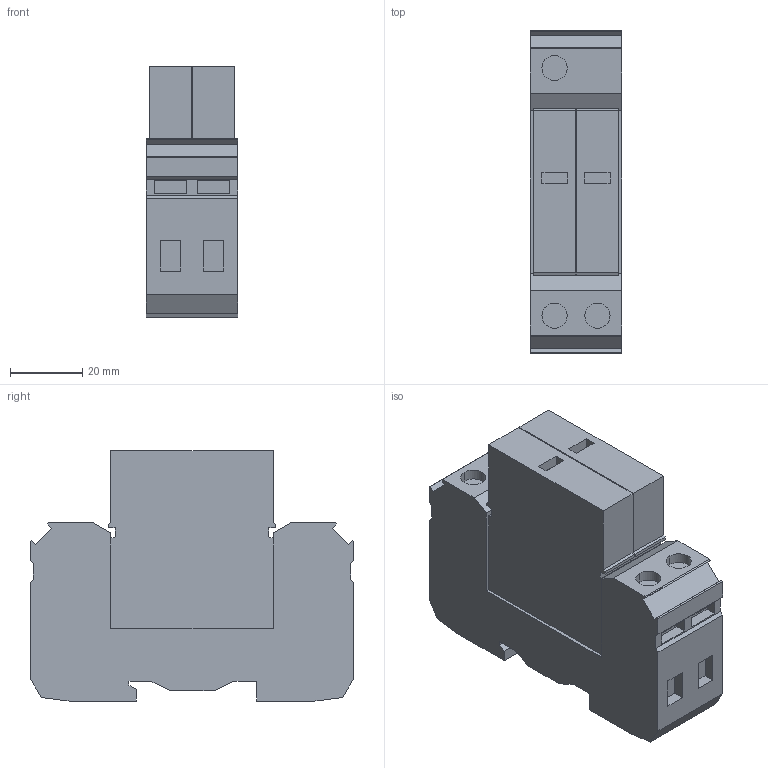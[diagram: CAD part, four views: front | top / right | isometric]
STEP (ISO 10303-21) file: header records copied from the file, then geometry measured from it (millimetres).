
FILE_DESCRIPTION(('STEP AP214'),'1');
FILE_NAME('cctmp_FC7A72B1-8B48-4801-A243-E0B5FC304C3B_2023_07_21_23_21_21_0381..stp','2023-07-21T21:21:21',('SIEMENS A&D'),('CADClick - www.CADClick.com'),'Spatial InterOp 3D postprocessed',' ','unknown authorization');
FILE_SCHEMA(('AUTOMOTIVE_DESIGN'));
Length unit declared in the file: millimetre
Products named in the file (1): 2023_07_21_23_21_21_0372
Bounding box: 25.4 x 89.8 x 69.5 mm (x, y, z)
Volume: 123891.9 mm3; surface area: 24275.4 mm2
Topology: 1 solids, 1 shells, 125 faces, 338 edges, 226 vertices
Faces by surface type: plane 119, cylinder 6
Entity records: 4267 total; most frequent: CARTESIAN_POINT 690, ORIENTED_EDGE 676, DIRECTION 604, EDGE_CURVE 338, LINE 324, VECTOR 324, VERTEX_POINT 226, AXIS2_PLACEMENT_3D 140
